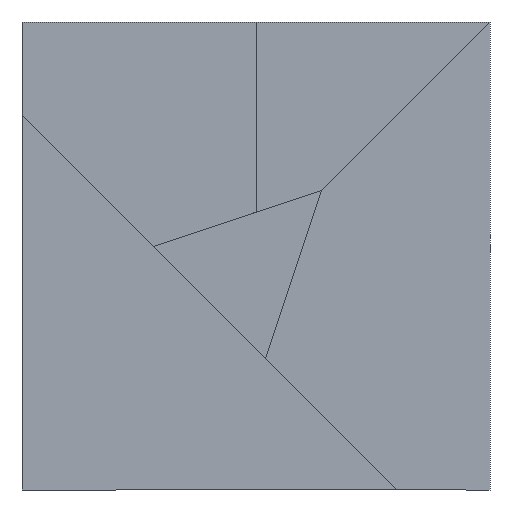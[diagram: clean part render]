
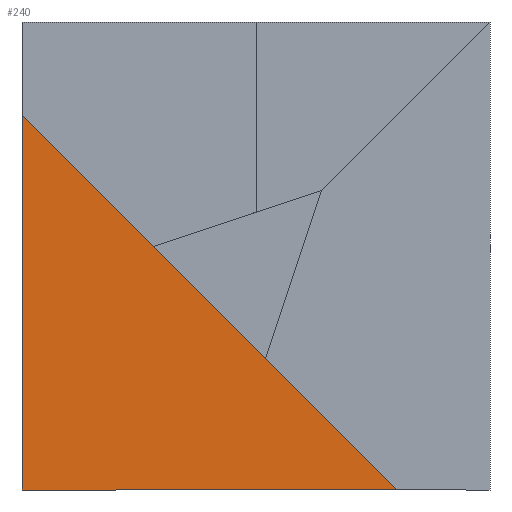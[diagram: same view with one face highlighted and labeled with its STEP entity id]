
A CAD part, front view. The second image highlights one B-rep face of the part: STEP entity #240.
In plain terms, the highlighted planar face has unit normal (0, -1, 0).
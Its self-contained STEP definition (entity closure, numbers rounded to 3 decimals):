
#81 = VERTEX_POINT ( 'NONE', #594 ) ;
#176 = VERTEX_POINT ( 'NONE', #681 ) ;
#182 = VERTEX_POINT ( 'NONE', #667 ) ;
#205 = ORIENTED_EDGE ( 'NONE', *, *, #802, .F. ) ;
#227 = LINE ( 'NONE', #1058, #264 ) ;
#240 = ADVANCED_FACE ( 'NONE', ( #978 ), #683, .F. ) ;
#264 = VECTOR ( 'NONE', #1060, 1000. ) ;
#279 = LINE ( 'NONE', #1046, #301 ) ;
#301 = VECTOR ( 'NONE', #1048, 1000. ) ;
#375 = AXIS2_PLACEMENT_3D ( 'NONE', #694, #695, #697 ) ;
#462 = ORIENTED_EDGE ( 'NONE', *, *, #798, .T. ) ;
#520 = EDGE_LOOP ( 'NONE', ( #462, #205, #531 ) ) ;
#531 = ORIENTED_EDGE ( 'NONE', *, *, #796, .T. ) ;
#594 = CARTESIAN_POINT ( 'NONE',  ( 0., 0., -20. ) ) ;
#667 = CARTESIAN_POINT ( 'NONE',  ( 80., 0., -100. ) ) ;
#681 = CARTESIAN_POINT ( 'NONE',  ( 0., 0., -100. ) ) ;
#683 = PLANE ( 'NONE',  #375 ) ;
#694 = CARTESIAN_POINT ( 'NONE',  ( 0., 0., 0. ) ) ;
#695 = DIRECTION ( 'NONE',  ( 0., 1., 0. ) ) ;
#697 = DIRECTION ( 'NONE',  ( 0., 0., 1. ) ) ;
#796 = EDGE_CURVE ( 'NONE', #81, #176, #1033, .T. ) ;
#798 = EDGE_CURVE ( 'NONE', #176, #182, #279, .T. ) ;
#802 = EDGE_CURVE ( 'NONE', #81, #182, #227, .T. ) ;
#978 = FACE_OUTER_BOUND ( 'NONE', #520, .T. ) ;
#1017 = CARTESIAN_POINT ( 'NONE',  ( 0., 0., 0. ) ) ;
#1024 = DIRECTION ( 'NONE',  ( 0., 0., -1. ) ) ;
#1033 = LINE ( 'NONE', #1017, #1038 ) ;
#1038 = VECTOR ( 'NONE', #1024, 1000. ) ;
#1046 = CARTESIAN_POINT ( 'NONE',  ( 0., 0., -100. ) ) ;
#1048 = DIRECTION ( 'NONE',  ( 1., 0., 0. ) ) ;
#1058 = CARTESIAN_POINT ( 'NONE',  ( -10., 0., -10. ) ) ;
#1060 = DIRECTION ( 'NONE',  ( 0.707, 0., -0.707 ) ) ;
